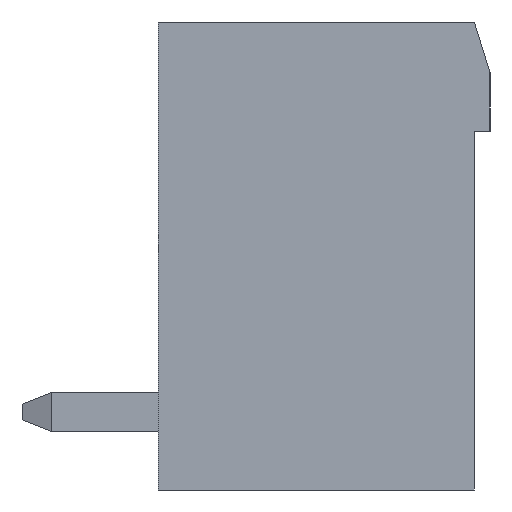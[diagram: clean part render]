
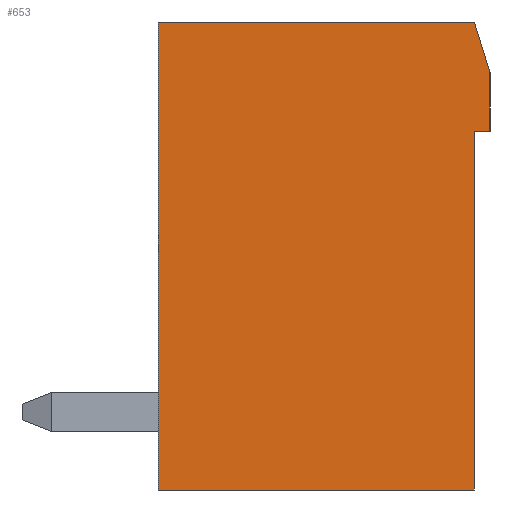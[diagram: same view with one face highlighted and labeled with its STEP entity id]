
A CAD part, left-side view. The second image highlights one B-rep face of the part: STEP entity #653.
In plain terms, the highlighted planar face has unit normal (-1, 0, 0).
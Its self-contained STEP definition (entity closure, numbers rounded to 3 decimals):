
#653 = ADVANCED_FACE( '', ( #1276 ), #1277, .T. );
#1276 = FACE_OUTER_BOUND( '', #1867, .T. );
#1277 = PLANE( '', #1868 );
#1867 = EDGE_LOOP( '', ( #3536, #3537, #3538, #3539, #3540, #3541, #3542 ) );
#1868 = AXIS2_PLACEMENT_3D( '', #3543, #3544, #3545 );
#3536 = ORIENTED_EDGE( '', *, *, #3973, .T. );
#3537 = ORIENTED_EDGE( '', *, *, #4209, .T. );
#3538 = ORIENTED_EDGE( '', *, *, #3650, .T. );
#3539 = ORIENTED_EDGE( '', *, *, #4025, .T. );
#3540 = ORIENTED_EDGE( '', *, *, #3821, .T. );
#3541 = ORIENTED_EDGE( '', *, *, #3911, .T. );
#3542 = ORIENTED_EDGE( '', *, *, #4214, .T. );
#3543 = CARTESIAN_POINT( '', ( -12.7, 0., 0. ) );
#3544 = DIRECTION( '', ( -1., 0., 0. ) );
#3545 = DIRECTION( '', ( 0., 0., 1. ) );
#3650 = EDGE_CURVE( '', #4375, #4376, #4377, .T. );
#3821 = EDGE_CURVE( '', #4665, #4666, #4667, .T. );
#3911 = EDGE_CURVE( '', #4666, #4805, #4806, .T. );
#3973 = EDGE_CURVE( '', #4888, #4892, #4894, .T. );
#4025 = EDGE_CURVE( '', #4376, #4665, #4962, .T. );
#4209 = EDGE_CURVE( '', #4892, #4375, #5192, .T. );
#4214 = EDGE_CURVE( '', #4805, #4888, #5197, .T. );
#4375 = VERTEX_POINT( '', #5457 );
#4376 = VERTEX_POINT( '', #5458 );
#4377 = LINE( '', #5459, #5460 );
#4665 = VERTEX_POINT( '', #5916 );
#4666 = VERTEX_POINT( '', #5917 );
#4667 = LINE( '', #5918, #5919 );
#4805 = VERTEX_POINT( '', #6162 );
#4806 = LINE( '', #6163, #6164 );
#4888 = VERTEX_POINT( '', #6288 );
#4892 = VERTEX_POINT( '', #6294 );
#4894 = LINE( '', #6297, #6298 );
#4962 = LINE( '', #6446, #6447 );
#5192 = LINE( '', #6857, #6858 );
#5197 = LINE( '', #6864, #6865 );
#5457 = CARTESIAN_POINT( '', ( -12.7, 4.05, 6. ) );
#5458 = CARTESIAN_POINT( '', ( -12.7, 4.05, -6. ) );
#5459 = CARTESIAN_POINT( '', ( -12.7, 4.05, 6. ) );
#5460 = VECTOR( '', #6964, 1000. );
#5916 = CARTESIAN_POINT( '', ( -12.7, -4.05, -6. ) );
#5917 = CARTESIAN_POINT( '', ( -12.7, -4.05, 3.2 ) );
#5918 = CARTESIAN_POINT( '', ( -12.7, -4.05, -6. ) );
#5919 = VECTOR( '', #7115, 1000. );
#6162 = CARTESIAN_POINT( '', ( -12.7, -4.45, 3.2 ) );
#6163 = CARTESIAN_POINT( '', ( -12.7, -4.05, 3.2 ) );
#6164 = VECTOR( '', #7194, 1000. );
#6288 = CARTESIAN_POINT( '', ( -12.7, -4.45, 4.7 ) );
#6294 = CARTESIAN_POINT( '', ( -12.7, -4.05, 6. ) );
#6297 = CARTESIAN_POINT( '', ( -12.7, -4.45, 4.7 ) );
#6298 = VECTOR( '', #7243, 1000. );
#6446 = CARTESIAN_POINT( '', ( -12.7, 4.05, -6. ) );
#6447 = VECTOR( '', #7282, 1000. );
#6857 = CARTESIAN_POINT( '', ( -12.7, -4.05, 6. ) );
#6858 = VECTOR( '', #7415, 1000. );
#6864 = CARTESIAN_POINT( '', ( -12.7, -4.45, 3.2 ) );
#6865 = VECTOR( '', #7417, 1000. );
#6964 = DIRECTION( '', ( 0., 0., -1. ) );
#7115 = DIRECTION( '', ( 0., 0., 1. ) );
#7194 = DIRECTION( '', ( 0., -1., 0. ) );
#7243 = DIRECTION( '', ( 0., 0.294, 0.956 ) );
#7282 = DIRECTION( '', ( 0., -1., 0. ) );
#7415 = DIRECTION( '', ( 0., 1., 0. ) );
#7417 = DIRECTION( '', ( 0., 0., 1. ) );
